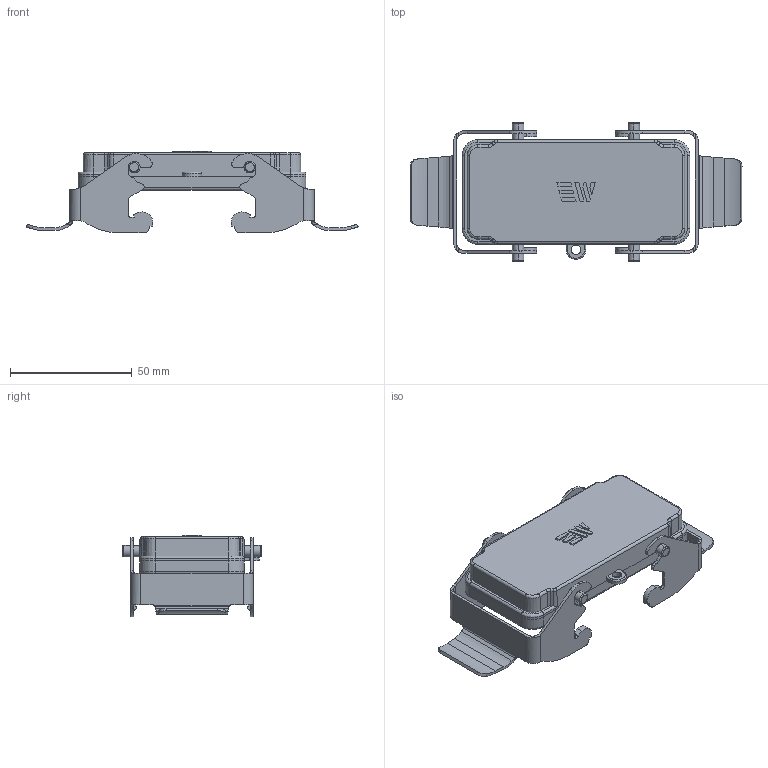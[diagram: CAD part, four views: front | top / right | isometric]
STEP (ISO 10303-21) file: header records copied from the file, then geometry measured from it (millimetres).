
FILE_DESCRIPTION (( 'STEP AP203' ), '1' );
FILE_NAME ('29654S.step', '2025-02-12T17:37:04', ( '' ), ( '' ), 'SwSTEP 2.0', 'SolidWorks 2024', '' );
FILE_SCHEMA (( 'CONFIG_CONTROL_DESIGN' ));
Length unit declared in the file: inch
Products named in the file (1): 29654S
Bounding box: 136.3 x 57 x 33.6 mm (x, y, z)
Volume: 23734 mm3; surface area: 26455.7 mm2
Topology: 1 solids, 1 shells, 506 faces, 1351 edges, 862 vertices
Faces by surface type: cylinder 216, plane 206, bspline 49, cone 31, torus 4
Entity records: 17665 total; most frequent: CARTESIAN_POINT 5376, ORIENTED_EDGE 2702, DIRECTION 2382, EDGE_CURVE 1351, VERTEX_POINT 862, AXIS2_PLACEMENT_3D 802, LINE 778, VECTOR 778
